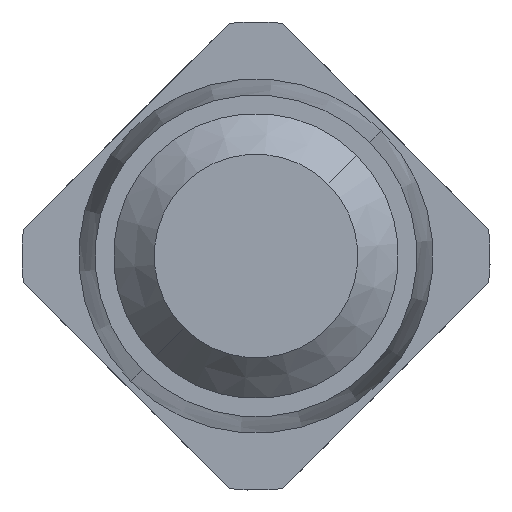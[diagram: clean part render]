
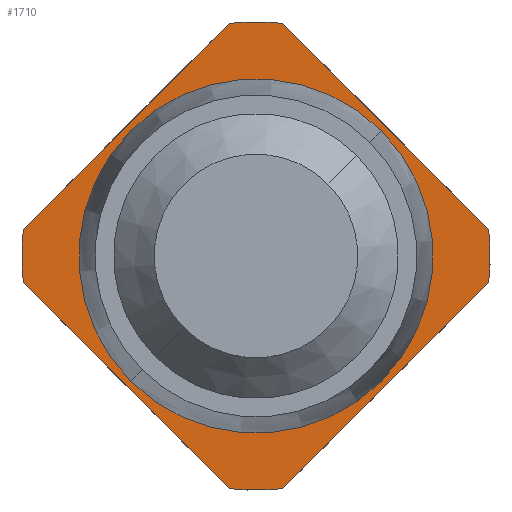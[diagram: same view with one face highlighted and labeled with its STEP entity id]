
A CAD part, front view. The second image highlights one B-rep face of the part: STEP entity #1710.
In plain terms, the highlighted planar face has unit normal (0, -1, 0).
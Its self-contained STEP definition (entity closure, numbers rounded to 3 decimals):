
#42 = CARTESIAN_POINT ( 'NONE',  ( 0.065, 37.5, 0.571 ) ) ;
#54 = ORIENTED_EDGE ( 'NONE', *, *, #85, .T. ) ;
#85 = EDGE_CURVE ( 'NONE', #1094, #2160, #3198, .T. ) ;
#104 = DIRECTION ( 'NONE',  ( 0., -1., 0. ) ) ;
#149 = EDGE_CURVE ( 'NONE', #1322, #2083, #3336, .T. ) ;
#195 = EDGE_CURVE ( 'NONE', #1172, #546, #1592, .T. ) ;
#203 = VERTEX_POINT ( 'NONE', #722 ) ;
#236 = CARTESIAN_POINT ( 'NONE',  ( 0., 37.5, 0. ) ) ;
#256 = DIRECTION ( 'NONE',  ( 0., -1., 0. ) ) ;
#286 = ORIENTED_EDGE ( 'NONE', *, *, #195, .T. ) ;
#358 = ORIENTED_EDGE ( 'NONE', *, *, #1901, .T. ) ;
#363 = VERTEX_POINT ( 'NONE', #1361 ) ;
#387 = VECTOR ( 'NONE', #986, 1000. ) ;
#415 = VECTOR ( 'NONE', #482, 1000. ) ;
#482 = DIRECTION ( 'NONE',  ( 0.707, 0., -0.707 ) ) ;
#533 = DIRECTION ( 'NONE',  ( 0.707, 0., 0.707 ) ) ;
#546 = VERTEX_POINT ( 'NONE', #42 ) ;
#549 = CARTESIAN_POINT ( 'NONE',  ( -0.318, 37.5, 0.318 ) ) ;
#621 = ORIENTED_EDGE ( 'NONE', *, *, #2461, .F. ) ;
#720 = AXIS2_PLACEMENT_3D ( 'NONE', #236, #815, #831 ) ;
#722 = CARTESIAN_POINT ( 'NONE',  ( -0.571, 37.5, 0.065 ) ) ;
#740 = DIRECTION ( 'NONE',  ( 0., -1., 0. ) ) ;
#778 = CIRCLE ( 'NONE', #720, 0.435 ) ;
#785 = DIRECTION ( 'NONE',  ( 0.707, 0., 0.707 ) ) ;
#815 = DIRECTION ( 'NONE',  ( 0., -1., 0. ) ) ;
#822 = PLANE ( 'NONE',  #2928 ) ;
#831 = DIRECTION ( 'NONE',  ( 0.707, 0., 0.707 ) ) ;
#838 = CARTESIAN_POINT ( 'NONE',  ( -0.407, 37.5, 0.407 ) ) ;
#849 = CARTESIAN_POINT ( 'NONE',  ( 0.308, 37.5, 0.308 ) ) ;
#899 = CARTESIAN_POINT ( 'NONE',  ( 0., 37.5, 0. ) ) ;
#986 = DIRECTION ( 'NONE',  ( 0.707, 0., 0.707 ) ) ;
#1016 = EDGE_CURVE ( 'NONE', #546, #1079, #2118, .T. ) ;
#1017 = CARTESIAN_POINT ( 'NONE',  ( 0.571, 37.5, 0.065 ) ) ;
#1079 = VERTEX_POINT ( 'NONE', #1448 ) ;
#1080 = LINE ( 'NONE', #549, #3200 ) ;
#1094 = VERTEX_POINT ( 'NONE', #2340 ) ;
#1098 = DIRECTION ( 'NONE',  ( -0.707, 0., -0.707 ) ) ;
#1172 = VERTEX_POINT ( 'NONE', #1017 ) ;
#1231 = VERTEX_POINT ( 'NONE', #3189 ) ;
#1322 = VERTEX_POINT ( 'NONE', #1936 ) ;
#1343 = EDGE_CURVE ( 'NONE', #1079, #203, #1080, .T. ) ;
#1357 = DIRECTION ( 'NONE',  ( 0., -1., 0. ) ) ;
#1361 = CARTESIAN_POINT ( 'NONE',  ( 0.571, 37.5, -0.065 ) ) ;
#1416 = EDGE_CURVE ( 'NONE', #203, #1231, #2104, .T. ) ;
#1434 = DIRECTION ( 'NONE',  ( 0.707, 0., 0.707 ) ) ;
#1448 = CARTESIAN_POINT ( 'NONE',  ( -0.065, 37.5, 0.571 ) ) ;
#1500 = VECTOR ( 'NONE', #2640, 1000. ) ;
#1592 = LINE ( 'NONE', #3199, #1500 ) ;
#1666 = DIRECTION ( 'NONE',  ( 0.707, 0., 0.707 ) ) ;
#1676 = CIRCLE ( 'NONE', #2028, 0.575 ) ;
#1710 = ADVANCED_FACE ( 'Defeature ausgef�hrt1_2', ( #2195, #3290 ), #822, .T. ) ;
#1711 = CARTESIAN_POINT ( 'NONE',  ( 0., 37.5, 0. ) ) ;
#1748 = DIRECTION ( 'NONE',  ( 0., -1., 0. ) ) ;
#1775 = CARTESIAN_POINT ( 'NONE',  ( 0.065, 37.5, -0.571 ) ) ;
#1853 = LINE ( 'NONE', #3475, #387 ) ;
#1901 = EDGE_CURVE ( 'NONE', #2160, #363, #1853, .T. ) ;
#1905 = ORIENTED_EDGE ( 'NONE', *, *, #1016, .T. ) ;
#1936 = CARTESIAN_POINT ( 'NONE',  ( -0.308, 37.5, -0.308 ) ) ;
#2028 = AXIS2_PLACEMENT_3D ( 'NONE', #2866, #3481, #2112 ) ;
#2083 = VERTEX_POINT ( 'NONE', #849 ) ;
#2104 = CIRCLE ( 'NONE', #2213, 0.575 ) ;
#2112 = DIRECTION ( 'NONE',  ( 0.707, 0., 0.707 ) ) ;
#2118 = CIRCLE ( 'NONE', #2803, 0.575 ) ;
#2136 = ORIENTED_EDGE ( 'NONE', *, *, #3545, .T. ) ;
#2142 = ORIENTED_EDGE ( 'NONE', *, *, #1416, .T. ) ;
#2160 = VERTEX_POINT ( 'NONE', #1775 ) ;
#2176 = ORIENTED_EDGE ( 'NONE', *, *, #1343, .T. ) ;
#2195 = FACE_BOUND ( 'NONE', #3304, .T. ) ;
#2213 = AXIS2_PLACEMENT_3D ( 'NONE', #2729, #256, #785 ) ;
#2234 = DIRECTION ( 'NONE',  ( 0.707, 0., 0.707 ) ) ;
#2340 = CARTESIAN_POINT ( 'NONE',  ( -0.065, 37.5, -0.571 ) ) ;
#2446 = EDGE_LOOP ( 'NONE', ( #1905, #2176, #2142, #2136, #54, #358, #2839, #286 ) ) ;
#2448 = CARTESIAN_POINT ( 'NONE',  ( 0., 37.5, 0. ) ) ;
#2461 = EDGE_CURVE ( 'NONE', #2083, #1322, #778, .T. ) ;
#2596 = AXIS2_PLACEMENT_3D ( 'NONE', #1711, #1748, #2234 ) ;
#2640 = DIRECTION ( 'NONE',  ( -0.707, 0., 0.707 ) ) ;
#2689 = LINE ( 'NONE', #2886, #415 ) ;
#2729 = CARTESIAN_POINT ( 'NONE',  ( 0., 37.5, 0. ) ) ;
#2803 = AXIS2_PLACEMENT_3D ( 'NONE', #2448, #1357, #533 ) ;
#2831 = ORIENTED_EDGE ( 'NONE', *, *, #149, .F. ) ;
#2839 = ORIENTED_EDGE ( 'NONE', *, *, #3157, .T. ) ;
#2866 = CARTESIAN_POINT ( 'NONE',  ( 0., 37.5, 0. ) ) ;
#2886 = CARTESIAN_POINT ( 'NONE',  ( -0.725, 37.5, 0.088 ) ) ;
#2928 = AXIS2_PLACEMENT_3D ( 'NONE', #838, #740, #1666 ) ;
#3157 = EDGE_CURVE ( 'NONE', #363, #1172, #1676, .T. ) ;
#3189 = CARTESIAN_POINT ( 'NONE',  ( -0.571, 37.5, -0.065 ) ) ;
#3198 = CIRCLE ( 'NONE', #3483, 0.575 ) ;
#3199 = CARTESIAN_POINT ( 'NONE',  ( -0.088, 37.5, 0.725 ) ) ;
#3200 = VECTOR ( 'NONE', #1098, 1000. ) ;
#3290 = FACE_OUTER_BOUND ( 'NONE', #2446, .T. ) ;
#3304 = EDGE_LOOP ( 'NONE', ( #2831, #621 ) ) ;
#3336 = CIRCLE ( 'NONE', #2596, 0.435 ) ;
#3475 = CARTESIAN_POINT ( 'NONE',  ( 0.318, 37.5, -0.318 ) ) ;
#3481 = DIRECTION ( 'NONE',  ( 0., -1., 0. ) ) ;
#3483 = AXIS2_PLACEMENT_3D ( 'NONE', #899, #104, #1434 ) ;
#3545 = EDGE_CURVE ( 'NONE', #1231, #1094, #2689, .T. ) ;
